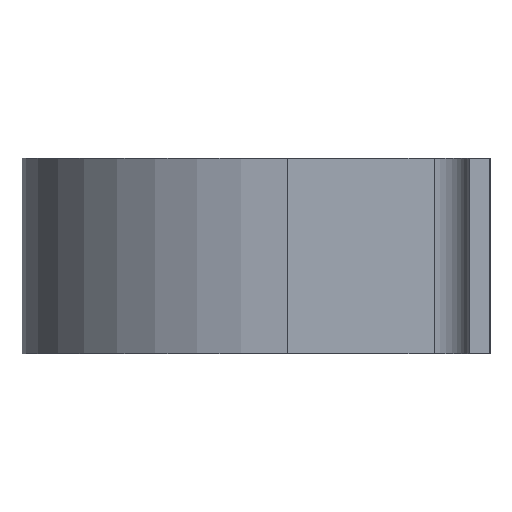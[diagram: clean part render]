
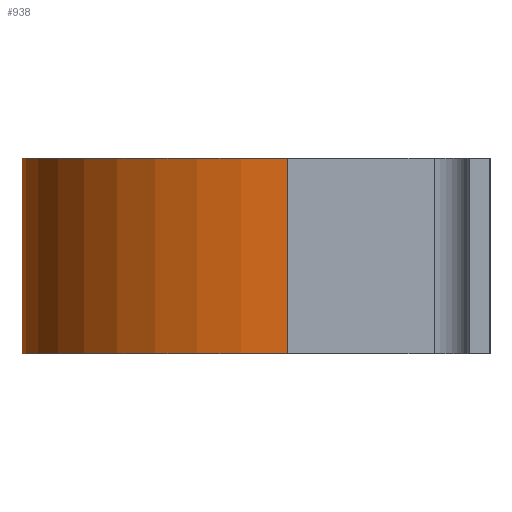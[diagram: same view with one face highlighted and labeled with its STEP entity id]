
A CAD part, left-side view. The second image highlights one B-rep face of the part: STEP entity #938.
In plain terms, the highlighted cylindrical face has radius 19 mm (diameter 38 mm), a partial arc.
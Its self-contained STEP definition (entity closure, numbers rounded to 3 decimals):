
#29 = LINE ( 'NONE', #533, #802 ) ;
#38 = VECTOR ( 'NONE', #55, 1000. ) ;
#52 = EDGE_LOOP ( 'NONE', ( #445, #304, #677, #1067 ) ) ;
#55 = DIRECTION ( 'NONE',  ( 0., 0., -1. ) ) ;
#70 = CARTESIAN_POINT ( 'NONE',  ( 19., 14.5, -7. ) ) ;
#87 = EDGE_CURVE ( 'NONE', #784, #591, #323, .T. ) ;
#91 = LINE ( 'NONE', #220, #38 ) ;
#98 = DIRECTION ( 'NONE',  ( 0., 0., 1. ) ) ;
#108 = EDGE_CURVE ( 'NONE', #1064, #495, #213, .T. ) ;
#129 = DIRECTION ( 'NONE',  ( 0., 0., -1. ) ) ;
#213 = CIRCLE ( 'NONE', #880, 19. ) ;
#220 = CARTESIAN_POINT ( 'NONE',  ( -19., 14.5, 7. ) ) ;
#292 = CARTESIAN_POINT ( 'NONE',  ( -19., 14.5, 7. ) ) ;
#304 = ORIENTED_EDGE ( 'NONE', *, *, #510, .F. ) ;
#323 = CIRCLE ( 'NONE', #1009, 19. ) ;
#347 = CARTESIAN_POINT ( 'NONE',  ( -19., 14.5, -7. ) ) ;
#372 = DIRECTION ( 'NONE',  ( 1., 0., 0. ) ) ;
#445 = ORIENTED_EDGE ( 'NONE', *, *, #108, .T. ) ;
#453 = DIRECTION ( 'NONE',  ( 0., 0., -1. ) ) ;
#464 = CARTESIAN_POINT ( 'NONE',  ( 0., 14.5, -7. ) ) ;
#486 = EDGE_CURVE ( 'NONE', #784, #1064, #29, .T. ) ;
#487 = CARTESIAN_POINT ( 'NONE',  ( 0., 14.5, 7. ) ) ;
#495 = VERTEX_POINT ( 'NONE', #347 ) ;
#499 = DIRECTION ( 'NONE',  ( 0., 0., 1. ) ) ;
#510 = EDGE_CURVE ( 'NONE', #591, #495, #91, .T. ) ;
#533 = CARTESIAN_POINT ( 'NONE',  ( 19., 14.5, 7. ) ) ;
#536 = CARTESIAN_POINT ( 'NONE',  ( 0., 14.5, 7. ) ) ;
#543 = DIRECTION ( 'NONE',  ( 1., 0., 0. ) ) ;
#545 = DIRECTION ( 'NONE',  ( -1., 0., 0. ) ) ;
#552 = AXIS2_PLACEMENT_3D ( 'NONE', #487, #453, #545 ) ;
#591 = VERTEX_POINT ( 'NONE', #292 ) ;
#677 = ORIENTED_EDGE ( 'NONE', *, *, #87, .F. ) ;
#719 = CYLINDRICAL_SURFACE ( 'NONE', #552, 19. ) ;
#721 = FACE_OUTER_BOUND ( 'NONE', #52, .T. ) ;
#784 = VERTEX_POINT ( 'NONE', #991 ) ;
#802 = VECTOR ( 'NONE', #129, 1000. ) ;
#880 = AXIS2_PLACEMENT_3D ( 'NONE', #464, #98, #543 ) ;
#938 = ADVANCED_FACE ( 'NONE', ( #721 ), #719, .T. ) ;
#991 = CARTESIAN_POINT ( 'NONE',  ( 19., 14.5, 7. ) ) ;
#1009 = AXIS2_PLACEMENT_3D ( 'NONE', #536, #499, #372 ) ;
#1064 = VERTEX_POINT ( 'NONE', #70 ) ;
#1067 = ORIENTED_EDGE ( 'NONE', *, *, #486, .T. ) ;
